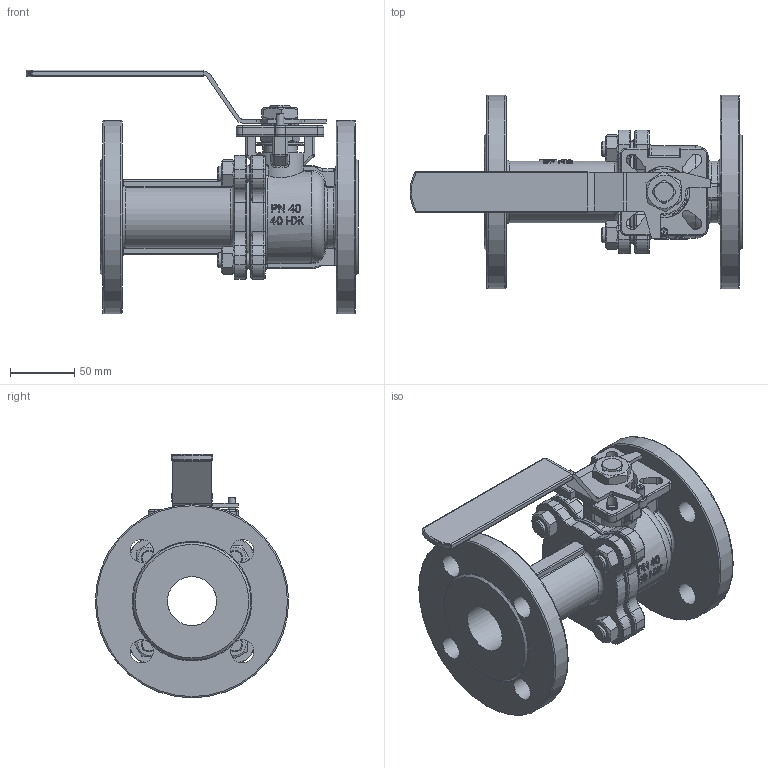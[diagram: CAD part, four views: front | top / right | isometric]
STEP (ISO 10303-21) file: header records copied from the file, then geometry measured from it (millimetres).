
FILE_DESCRIPTION((''),'2;1');
FILE_NAME('ФБ39 210 040 700.stp','2015-06-01T08:06:55',('��������'),(''),'Autodesk Inventor 2013','Autodesk Inventor 2013','');
FILE_SCHEMA(('AUTOMOTIVE_DESIGN { 1 0 10303 214 1 1 1 1 }'));
Length unit declared in the file: millimetre
Products named in the file (23): ФБ39 210 040 700; Корпус DN40 700; Патрубок DN40_700; Пробка DN40_700; Седло  DN40_700; Кольцо50_700_ниж; Кольцо; Кольцо 50_700_2; Шайба; Пружина тарельчатая 50_700; Прокладка 40_700; Шпиндель DN50 700; Кольцо50_700_среднее; ШайбаФ4_верх; Винт; ФБ39 210 050 710; Ручка50_700; Рукав 50_700; Гайка M22 # ГОСТ 5916-70 Исполнение 1 (2); Гайка M18 # ГОСТ 5915-70 Исполнение 1; Кольцо 4 ГОСТ 9833-73 018-021-19; Шпилька 2 ГОСТ 22032-76 M12-6g×25; Гайка ГОСТ 5915-70 M12
Assembly tree (30 placements, depth 3):
  ФБ39 210 040 700
    Корпус DN40 700
    Патрубок DN40_700
    Пробка DN40_700
    Седло  DN40_700  x2
    Кольцо50_700_ниж
    Кольцо
    Кольцо 50_700_2
    Шайба
    Пружина тарельчатая 50_700  x2
    Прокладка 40_700
    Шпиндель DN50 700
    Кольцо50_700_среднее
    ШайбаФ4_верх
    Винт
    ФБ39 210 050 710
      Ручка50_700
      Рукав 50_700
    Гайка M22 # ГОСТ 5916-70 Исполнение 1 (2)
    Гайка M18 # ГОСТ 5915-70 Исполнение 1
    Кольцо 4 ГОСТ 9833-73 018-021-19
    Шпилька 2 ГОСТ 22032-76 M12-6g×25  x4
    Гайка ГОСТ 5915-70 M12  x4
Bounding box: 257.5 x 150 x 189 mm (x, y, z)
Volume: 943336.7 mm3; surface area: 275074.1 mm2
Topology: 29 solids, 29 shells, 1090 faces, 2696 edges, 1665 vertices
Faces by surface type: plane 376, cylinder 318, bspline 172, torus 137, cone 74, sphere 13
Full cylindrical faces by diameter (mm): 2.459 x1, 2.5 x1, 3 x1, 6 x1, 10.106 x8, 10.829 x4, 12 x8, 14 x4, 15.295 x2, 18 x10, 21 x9, 21.5 x1, 25 x2, 25.5 x1, 27 x6, 38 x5, 40 x1, 43 x2, 52 x4, 63.5 x1, 65 x3, 70 x3, 150 x2
Entity records: 57688 total; most frequent: CARTESIAN_POINT 34717, ORIENTED_EDGE 4688, DIRECTION 4326, EDGE_CURVE 2344, AXIS2_PLACEMENT_3D 1721, VERTEX_POINT 1529, EDGE_LOOP 1241, FACE_OUTER_BOUND 1006
